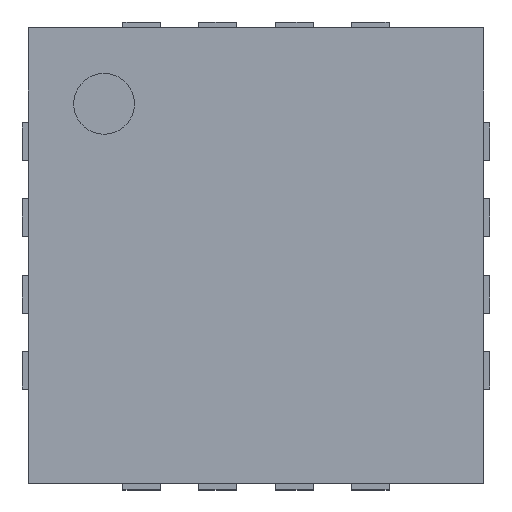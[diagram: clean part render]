
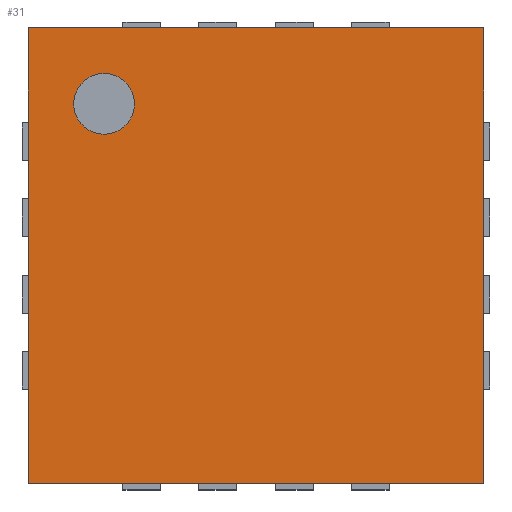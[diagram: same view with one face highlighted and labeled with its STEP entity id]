
A CAD part, top view. The second image highlights one B-rep face of the part: STEP entity #31.
In plain terms, the highlighted planar face has unit normal (0, 0, 1).
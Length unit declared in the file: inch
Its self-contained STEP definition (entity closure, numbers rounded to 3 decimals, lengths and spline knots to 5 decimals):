
#31 = ADVANCED_FACE('',(#32,#151),#46,.T.);
#32 = FACE_BOUND('',#33,.T.);
#33 = EDGE_LOOP('',(#34,#69,#97,#125));
#34 = ORIENTED_EDGE('',*,*,#35,.F.);
#35 = EDGE_CURVE('',#36,#38,#40,.T.);
#36 = VERTEX_POINT('',#37);
#37 = CARTESIAN_POINT('',(-0.05906,0.05906,
    0.03543));
#38 = VERTEX_POINT('',#39);
#39 = CARTESIAN_POINT('',(0.05906,0.05906,
    0.03543));
#40 = SURFACE_CURVE('',#41,(#45,#57),.PCURVE_S1.);
#41 = LINE('',#42,#43);
#42 = CARTESIAN_POINT('',(-0.05906,0.05906,
    0.03543));
#43 = VECTOR('',#44,0.03937);
#44 = DIRECTION('',(1.,0.,0.));
#45 = PCURVE('',#46,#51);
#46 = PLANE('',#47);
#47 = AXIS2_PLACEMENT_3D('',#48,#49,#50);
#48 = CARTESIAN_POINT('',(-0.05906,0.05906,
    0.03543));
#49 = DIRECTION('',(0.,0.,1.));
#50 = DIRECTION('',(1.,0.,0.));
#51 = DEFINITIONAL_REPRESENTATION('',(#52),#56);
#52 = LINE('',#53,#54);
#53 = CARTESIAN_POINT('',(0.,0.));
#54 = VECTOR('',#55,1.);
#55 = DIRECTION('',(1.,0.));
#56 = ( GEOMETRIC_REPRESENTATION_CONTEXT(2) 
PARAMETRIC_REPRESENTATION_CONTEXT() REPRESENTATION_CONTEXT('2D SPACE',''
  ) );
#57 = PCURVE('',#58,#63);
#58 = PLANE('',#59);
#59 = AXIS2_PLACEMENT_3D('',#60,#61,#62);
#60 = CARTESIAN_POINT('',(-0.05906,0.05906,
    0.00079));
#61 = DIRECTION('',(0.,1.,0.));
#62 = DIRECTION('',(1.,0.,0.));
#63 = DEFINITIONAL_REPRESENTATION('',(#64),#68);
#64 = LINE('',#65,#66);
#65 = CARTESIAN_POINT('',(0.,-0.035));
#66 = VECTOR('',#67,1.);
#67 = DIRECTION('',(1.,0.));
#68 = ( GEOMETRIC_REPRESENTATION_CONTEXT(2) 
PARAMETRIC_REPRESENTATION_CONTEXT() REPRESENTATION_CONTEXT('2D SPACE',''
  ) );
#69 = ORIENTED_EDGE('',*,*,#70,.F.);
#70 = EDGE_CURVE('',#71,#36,#73,.T.);
#71 = VERTEX_POINT('',#72);
#72 = CARTESIAN_POINT('',(-0.05906,-0.05906,
    0.03543));
#73 = SURFACE_CURVE('',#74,(#78,#85),.PCURVE_S1.);
#74 = LINE('',#75,#76);
#75 = CARTESIAN_POINT('',(-0.05906,-0.05906,
    0.03543));
#76 = VECTOR('',#77,0.03937);
#77 = DIRECTION('',(0.,1.,0.));
#78 = PCURVE('',#46,#79);
#79 = DEFINITIONAL_REPRESENTATION('',(#80),#84);
#80 = LINE('',#81,#82);
#81 = CARTESIAN_POINT('',(0.,-0.118));
#82 = VECTOR('',#83,1.);
#83 = DIRECTION('',(0.,1.));
#84 = ( GEOMETRIC_REPRESENTATION_CONTEXT(2) 
PARAMETRIC_REPRESENTATION_CONTEXT() REPRESENTATION_CONTEXT('2D SPACE',''
  ) );
#85 = PCURVE('',#86,#91);
#86 = PLANE('',#87);
#87 = AXIS2_PLACEMENT_3D('',#88,#89,#90);
#88 = CARTESIAN_POINT('',(-0.05906,-0.05906,
    0.00079));
#89 = DIRECTION('',(-1.,0.,0.));
#90 = DIRECTION('',(0.,1.,0.));
#91 = DEFINITIONAL_REPRESENTATION('',(#92),#96);
#92 = LINE('',#93,#94);
#93 = CARTESIAN_POINT('',(0.,-0.035));
#94 = VECTOR('',#95,1.);
#95 = DIRECTION('',(1.,0.));
#96 = ( GEOMETRIC_REPRESENTATION_CONTEXT(2) 
PARAMETRIC_REPRESENTATION_CONTEXT() REPRESENTATION_CONTEXT('2D SPACE',''
  ) );
#97 = ORIENTED_EDGE('',*,*,#98,.F.);
#98 = EDGE_CURVE('',#99,#71,#101,.T.);
#99 = VERTEX_POINT('',#100);
#100 = CARTESIAN_POINT('',(0.05906,-0.05906,
    0.03543));
#101 = SURFACE_CURVE('',#102,(#106,#113),.PCURVE_S1.);
#102 = LINE('',#103,#104);
#103 = CARTESIAN_POINT('',(0.05906,-0.05906,
    0.03543));
#104 = VECTOR('',#105,0.03937);
#105 = DIRECTION('',(-1.,0.,0.));
#106 = PCURVE('',#46,#107);
#107 = DEFINITIONAL_REPRESENTATION('',(#108),#112);
#108 = LINE('',#109,#110);
#109 = CARTESIAN_POINT('',(0.118,-0.118));
#110 = VECTOR('',#111,1.);
#111 = DIRECTION('',(-1.,0.));
#112 = ( GEOMETRIC_REPRESENTATION_CONTEXT(2) 
PARAMETRIC_REPRESENTATION_CONTEXT() REPRESENTATION_CONTEXT('2D SPACE',''
  ) );
#113 = PCURVE('',#114,#119);
#114 = PLANE('',#115);
#115 = AXIS2_PLACEMENT_3D('',#116,#117,#118);
#116 = CARTESIAN_POINT('',(0.05906,-0.05906,
    0.00079));
#117 = DIRECTION('',(0.,-1.,0.));
#118 = DIRECTION('',(-1.,0.,0.));
#119 = DEFINITIONAL_REPRESENTATION('',(#120),#124);
#120 = LINE('',#121,#122);
#121 = CARTESIAN_POINT('',(0.,-0.035));
#122 = VECTOR('',#123,1.);
#123 = DIRECTION('',(1.,0.));
#124 = ( GEOMETRIC_REPRESENTATION_CONTEXT(2) 
PARAMETRIC_REPRESENTATION_CONTEXT() REPRESENTATION_CONTEXT('2D SPACE',''
  ) );
#125 = ORIENTED_EDGE('',*,*,#126,.F.);
#126 = EDGE_CURVE('',#38,#99,#127,.T.);
#127 = SURFACE_CURVE('',#128,(#132,#139),.PCURVE_S1.);
#128 = LINE('',#129,#130);
#129 = CARTESIAN_POINT('',(0.05906,0.05906,
    0.03543));
#130 = VECTOR('',#131,0.03937);
#131 = DIRECTION('',(0.,-1.,0.));
#132 = PCURVE('',#46,#133);
#133 = DEFINITIONAL_REPRESENTATION('',(#134),#138);
#134 = LINE('',#135,#136);
#135 = CARTESIAN_POINT('',(0.118,0.));
#136 = VECTOR('',#137,1.);
#137 = DIRECTION('',(0.,-1.));
#138 = ( GEOMETRIC_REPRESENTATION_CONTEXT(2) 
PARAMETRIC_REPRESENTATION_CONTEXT() REPRESENTATION_CONTEXT('2D SPACE',''
  ) );
#139 = PCURVE('',#140,#145);
#140 = PLANE('',#141);
#141 = AXIS2_PLACEMENT_3D('',#142,#143,#144);
#142 = CARTESIAN_POINT('',(0.05906,0.05906,
    0.00079));
#143 = DIRECTION('',(1.,0.,0.));
#144 = DIRECTION('',(0.,-1.,0.));
#145 = DEFINITIONAL_REPRESENTATION('',(#146),#150);
#146 = LINE('',#147,#148);
#147 = CARTESIAN_POINT('',(0.,-0.035));
#148 = VECTOR('',#149,1.);
#149 = DIRECTION('',(1.,0.));
#150 = ( GEOMETRIC_REPRESENTATION_CONTEXT(2) 
PARAMETRIC_REPRESENTATION_CONTEXT() REPRESENTATION_CONTEXT('2D SPACE',''
  ) );
#151 = FACE_BOUND('',#152,.T.);
#152 = EDGE_LOOP('',(#153));
#153 = ORIENTED_EDGE('',*,*,#154,.F.);
#154 = EDGE_CURVE('',#155,#155,#157,.T.);
#155 = VERTEX_POINT('',#156);
#156 = CARTESIAN_POINT('',(-0.0315,0.03937,
    0.03543));
#157 = SURFACE_CURVE('',#158,(#163,#170),.PCURVE_S1.);
#158 = CIRCLE('',#159,0.00787);
#159 = AXIS2_PLACEMENT_3D('',#160,#161,#162);
#160 = CARTESIAN_POINT('',(-0.03937,0.03937,
    0.03543));
#161 = DIRECTION('',(0.,0.,1.));
#162 = DIRECTION('',(1.,0.,0.));
#163 = PCURVE('',#46,#164);
#164 = DEFINITIONAL_REPRESENTATION('',(#165),#169);
#165 = CIRCLE('',#166,0.00787);
#166 = AXIS2_PLACEMENT_2D('',#167,#168);
#167 = CARTESIAN_POINT('',(0.02,-0.02));
#168 = DIRECTION('',(1.,0.));
#169 = ( GEOMETRIC_REPRESENTATION_CONTEXT(2) 
PARAMETRIC_REPRESENTATION_CONTEXT() REPRESENTATION_CONTEXT('2D SPACE',''
  ) );
#170 = PCURVE('',#171,#176);
#171 = CYLINDRICAL_SURFACE('',#172,0.00787);
#172 = AXIS2_PLACEMENT_3D('',#173,#174,#175);
#173 = CARTESIAN_POINT('',(-0.03937,0.03937,
    0.03543));
#174 = DIRECTION('',(0.,0.,1.));
#175 = DIRECTION('',(1.,0.,0.));
#176 = DEFINITIONAL_REPRESENTATION('',(#177),#181);
#177 = LINE('',#178,#179);
#178 = CARTESIAN_POINT('',(0.,0.));
#179 = VECTOR('',#180,1.);
#180 = DIRECTION('',(1.,0.));
#181 = ( GEOMETRIC_REPRESENTATION_CONTEXT(2) 
PARAMETRIC_REPRESENTATION_CONTEXT() REPRESENTATION_CONTEXT('2D SPACE',''
  ) );
